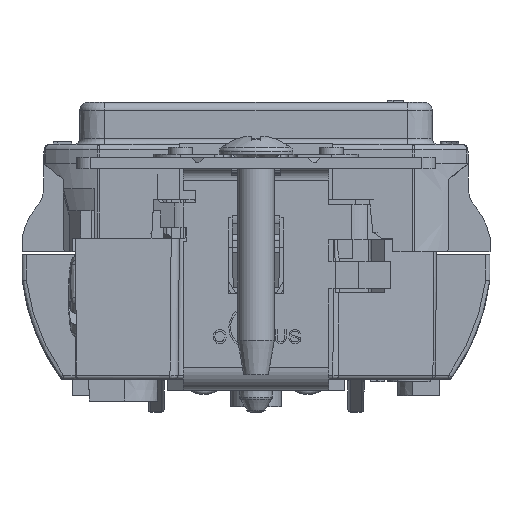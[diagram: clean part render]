
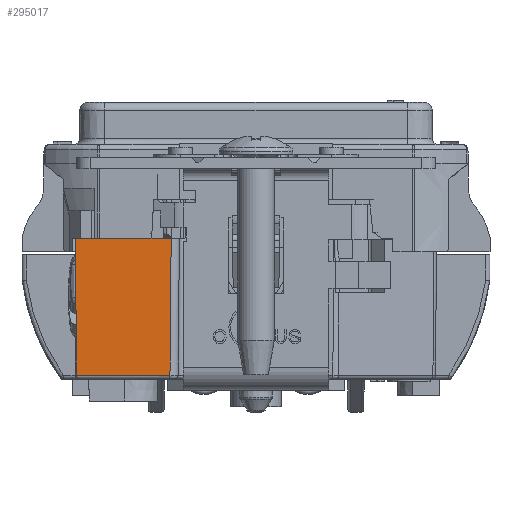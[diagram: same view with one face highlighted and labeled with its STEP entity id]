
A CAD part, front view. The second image highlights one B-rep face of the part: STEP entity #295017.
In plain terms, the highlighted planar face has unit normal (0, -1, -0.009).
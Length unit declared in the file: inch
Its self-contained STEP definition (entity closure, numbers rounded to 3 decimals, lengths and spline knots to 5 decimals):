
#738 = DIRECTION ( 'NONE',  ( 1., 0., 0. ) ) ;
#13320 = VERTEX_POINT ( 'NONE', #224662 ) ;
#33912 = PLANE ( 'NONE',  #57495 ) ;
#35428 = DIRECTION ( 'NONE',  ( 0., -1., -0.009 ) ) ;
#36657 = ORIENTED_EDGE ( 'NONE', *, *, #223050, .T. ) ;
#42252 = EDGE_LOOP ( 'NONE', ( #69540, #36657, #223415, #61782 ) ) ;
#42807 = CARTESIAN_POINT ( 'NONE',  ( -0.37482, -1.64579, 0.06798 ) ) ;
#44304 = LINE ( 'NONE', #42807, #68603 ) ;
#57495 = AXIS2_PLACEMENT_3D ( 'NONE', #176439, #35428, #181042 ) ;
#61011 = LINE ( 'NONE', #175621, #82772 ) ;
#61782 = ORIENTED_EDGE ( 'NONE', *, *, #131342, .F. ) ;
#68603 = VECTOR ( 'NONE', #137223, 39.37008 ) ;
#69540 = ORIENTED_EDGE ( 'NONE', *, *, #270628, .F. ) ;
#82772 = VECTOR ( 'NONE', #226686, 39.37008 ) ;
#95237 = LINE ( 'NONE', #231603, #251855 ) ;
#97283 = EDGE_CURVE ( 'NONE', #261893, #13320, #298615, .T. ) ;
#112695 = VECTOR ( 'NONE', #199586, 39.37008 ) ;
#131342 = EDGE_CURVE ( 'NONE', #279178, #13320, #95237, .T. ) ;
#137223 = DIRECTION ( 'NONE',  ( 1., 0., 0. ) ) ;
#175621 = CARTESIAN_POINT ( 'NONE',  ( -0.72032, -1.65015, 0.56811 ) ) ;
#176439 = CARTESIAN_POINT ( 'NONE',  ( -0.72032, -1.65015, 0.56811 ) ) ;
#181042 = DIRECTION ( 'NONE',  ( 0., 0.009, -1. ) ) ;
#181686 = VERTEX_POINT ( 'NONE', #282383 ) ;
#199586 = DIRECTION ( 'NONE',  ( 0.009, -0.009, 1. ) ) ;
#221491 = CARTESIAN_POINT ( 'NONE',  ( -0.72032, -1.65015, 0.56811 ) ) ;
#223050 = EDGE_CURVE ( 'NONE', #181686, #261893, #44304, .T. ) ;
#223415 = ORIENTED_EDGE ( 'NONE', *, *, #97283, .T. ) ;
#224662 = CARTESIAN_POINT ( 'NONE',  ( -0.37032, -1.65015, 0.56811 ) ) ;
#226686 = DIRECTION ( 'NONE',  ( -0.009, -0.009, 1. ) ) ;
#231603 = CARTESIAN_POINT ( 'NONE',  ( -0.72032, -1.65015, 0.56811 ) ) ;
#249104 = CARTESIAN_POINT ( 'NONE',  ( -0.37035, -1.65013, 0.56505 ) ) ;
#251855 = VECTOR ( 'NONE', #738, 39.37008 ) ;
#261893 = VERTEX_POINT ( 'NONE', #266879 ) ;
#266879 = CARTESIAN_POINT ( 'NONE',  ( -0.37469, -1.64579, 0.06798 ) ) ;
#269370 = FACE_OUTER_BOUND ( 'NONE', #42252, .T. ) ;
#270628 = EDGE_CURVE ( 'NONE', #181686, #279178, #61011, .T. ) ;
#279178 = VERTEX_POINT ( 'NONE', #221491 ) ;
#282383 = CARTESIAN_POINT ( 'NONE',  ( -0.71596, -1.64579, 0.06798 ) ) ;
#295017 = ADVANCED_FACE ( 'NONE', ( #269370 ), #33912, .T. ) ;
#298615 = LINE ( 'NONE', #249104, #112695 ) ;
